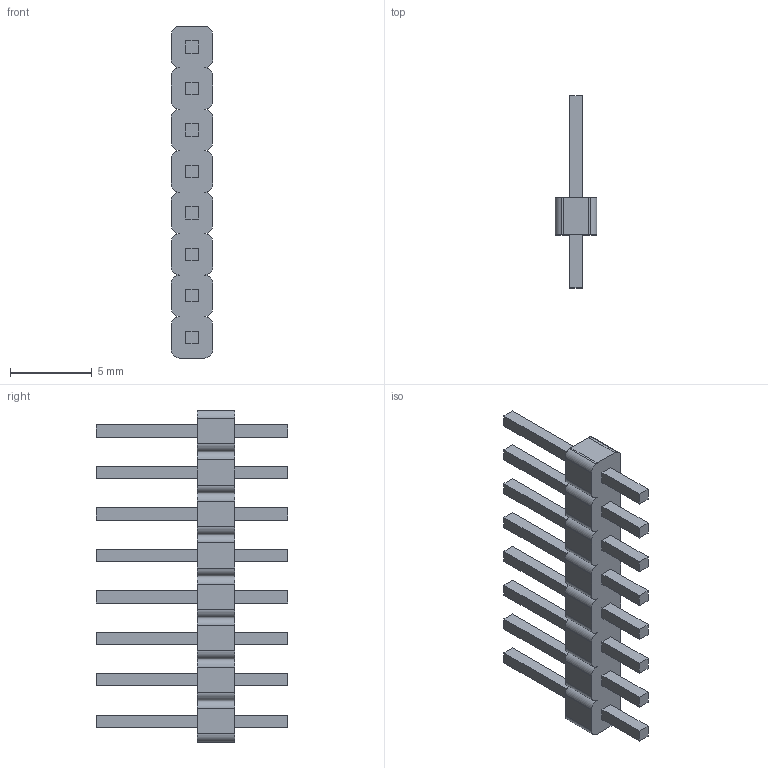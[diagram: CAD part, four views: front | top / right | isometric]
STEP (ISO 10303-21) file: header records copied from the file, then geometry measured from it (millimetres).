
FILE_DESCRIPTION (( 'STEP AP214' ), '1' );
FILE_NAME ('header_8pin.STEP', '2023-01-05T19:30:54', ( '' ), ( '' ), 'SwSTEP 2.0', 'SolidWorks 2022', '' );
FILE_SCHEMA (( 'AUTOMOTIVE_DESIGN' ));
Length unit declared in the file: millimetre
Products named in the file (1): header_8pin
Bounding box: 2.54 x 11.75 x 20.34 mm (x, y, z)
Volume: 157.4 mm3; surface area: 449.5 mm2
Topology: 1 solids, 1 shells, 134 faces, 348 edges, 232 vertices
Faces by surface type: plane 100, cylinder 34
Entity records: 4114 total; most frequent: CARTESIAN_POINT 715, ORIENTED_EDGE 696, DIRECTION 686, EDGE_CURVE 348, LINE 280, VECTOR 280, VERTEX_POINT 232, AXIS2_PLACEMENT_3D 203
